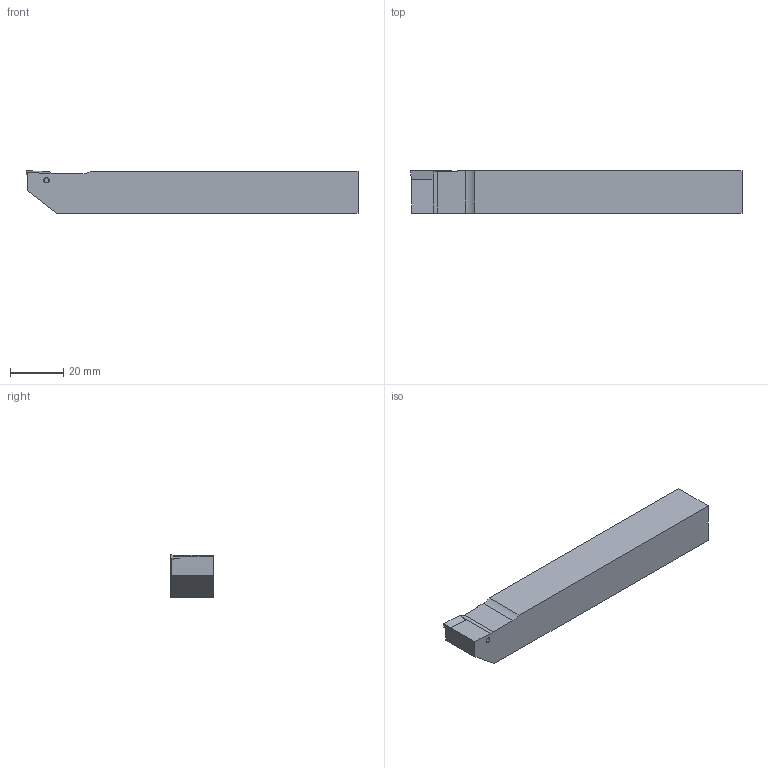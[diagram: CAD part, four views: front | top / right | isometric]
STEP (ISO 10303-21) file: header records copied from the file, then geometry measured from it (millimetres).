
FILE_DESCRIPTION (( 'STEP AP203' ), '1' );
FILE_NAME ('ISO-141-17.step', '2014-12-15T10:36:51', ( '' ), ( '' ), 'SwSTEP 2.0', 'SolidWorks 2014', '' );
FILE_SCHEMA (( 'CONFIG_CONTROL_DESIGN' ));
Length unit declared in the file: millimetre
Products named in the file (4): ISO-141-Kunde_17; MSP-7_M2,5X6-TX8 CERATIZIT   Schraube; VPGT 10 R_VPGT 10 R; ISO-141-17
Assembly tree (3 placements, depth 2):
  ISO-141-17
    ISO-141-Kunde_17
    MSP-7_M2,5X6-TX8 CERATIZIT   Schraube
    VPGT 10 R_VPGT 10 R
Bounding box: 125 x 15.88 x 16.07 mm (x, y, z)
Volume: 30385.2 mm3; surface area: 8572.8 mm2
Topology: 3 solids, 3 shells, 76 faces, 191 edges, 121 vertices
Faces by surface type: plane 32, cylinder 28, cone 12, torus 4
Entity records: 2690 total; most frequent: DIRECTION 425, CARTESIAN_POINT 401, ORIENTED_EDGE 378, EDGE_CURVE 189, AXIS2_PLACEMENT_3D 157, VERTEX_POINT 121, VECTOR 111, LINE 111
